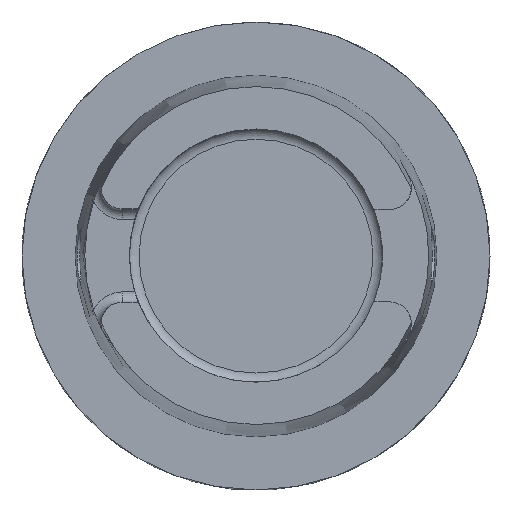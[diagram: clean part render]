
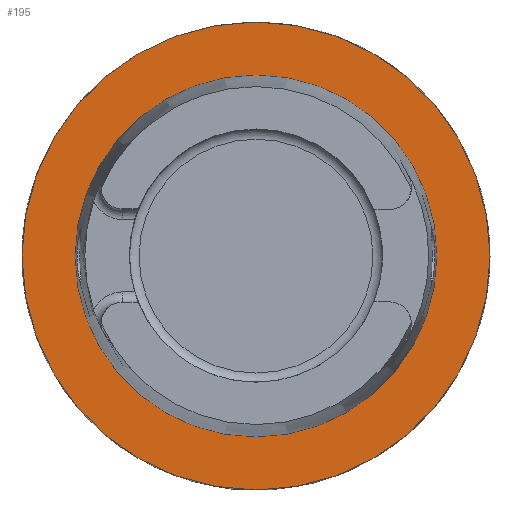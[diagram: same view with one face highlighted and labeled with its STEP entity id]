
A CAD part, top view. The second image highlights one B-rep face of the part: STEP entity #195.
In plain terms, the highlighted planar face has unit normal (0, 0, 1).
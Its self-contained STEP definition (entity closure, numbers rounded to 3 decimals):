
#195=ADVANCED_FACE('',(#288,#289),#252,.F.);
#252=PLANE('',#1430);
#288=FACE_BOUND('',#353,.T.);
#289=FACE_BOUND('',#354,.T.);
#353=EDGE_LOOP('',(#769));
#354=EDGE_LOOP('',(#770));
#769=ORIENTED_EDGE('',*,*,#1152,.F.);
#770=ORIENTED_EDGE('',*,*,#1216,.T.);
#1015=VERTEX_POINT('',#2316);
#1056=VERTEX_POINT('',#2576);
#1152=EDGE_CURVE('',#1015,#1015,#1288,.T.);
#1216=EDGE_CURVE('',#1056,#1056,#1302,.T.);
#1288=CIRCLE('',#1398,31.47);
#1302=CIRCLE('',#1428,24.321);
#1398=AXIS2_PLACEMENT_3D('',#2315,#1620,#1621);
#1428=AXIS2_PLACEMENT_3D('',#2575,#1710,#1711);
#1430=AXIS2_PLACEMENT_3D('',#2578,#1714,#1715);
#1620=DIRECTION('',(0.,0.,-1.));
#1621=DIRECTION('',(1.,0.,0.));
#1710=DIRECTION('',(0.,0.,-1.));
#1711=DIRECTION('',(1.,0.,0.));
#1714=DIRECTION('',(0.,0.,-1.));
#1715=DIRECTION('',(1.,0.,0.));
#2315=CARTESIAN_POINT('',(0.,0.,0.));
#2316=CARTESIAN_POINT('',(31.47,0.,0.));
#2575=CARTESIAN_POINT('',(0.,0.,0.));
#2576=CARTESIAN_POINT('',(24.321,0.,0.));
#2578=CARTESIAN_POINT('',(0.,-25.43,0.));
